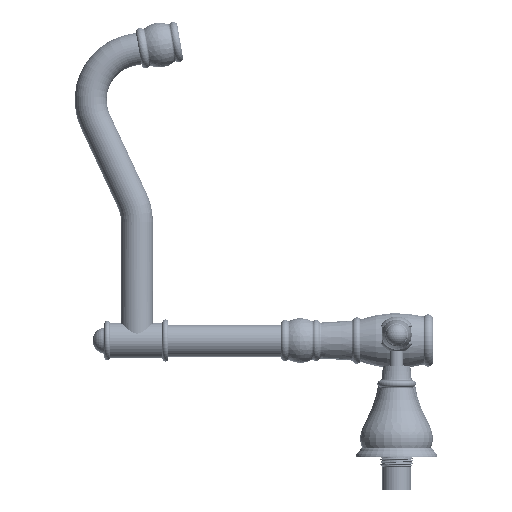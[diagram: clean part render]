
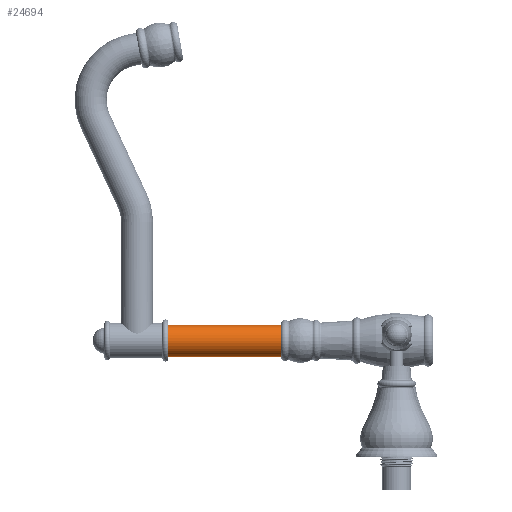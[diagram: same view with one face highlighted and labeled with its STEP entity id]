
A CAD part, left-side view. The second image highlights one B-rep face of the part: STEP entity #24694.
In plain terms, the highlighted cylindrical face has radius 11 mm (diameter 22 mm), a partial arc.
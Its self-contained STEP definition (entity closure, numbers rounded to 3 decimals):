
#6827 = DIRECTION ( 'NONE',  ( 0., -1., 0. ) ) ;
#7579 = DIRECTION ( 'NONE',  ( 0., -1., 0. ) ) ;
#9377 = CIRCLE ( 'NONE', #66669, 11. ) ;
#10136 = EDGE_CURVE ( 'NONE', #60440, #36377, #9377, .T. ) ;
#10328 = LINE ( 'NONE', #81627, #50548 ) ;
#15322 = DIRECTION ( 'NONE',  ( 0., 0., -1. ) ) ;
#17184 = EDGE_LOOP ( 'NONE', ( #32031, #46536, #31163, #52638 ) ) ;
#18501 = DIRECTION ( 'NONE',  ( 0., -1., 0. ) ) ;
#20712 = CIRCLE ( 'NONE', #44834, 11. ) ;
#23584 = CARTESIAN_POINT ( 'NONE',  ( 0., 82., 11. ) ) ;
#24694 = ADVANCED_FACE ( 'NONE', ( #30392 ), #64891, .T. ) ;
#27871 = CARTESIAN_POINT ( 'NONE',  ( 0., 0., 11. ) ) ;
#28989 = DIRECTION ( 'NONE',  ( 0., 0., -1. ) ) ;
#30392 = FACE_OUTER_BOUND ( 'NONE', #17184, .T. ) ;
#31163 = ORIENTED_EDGE ( 'NONE', *, *, #50663, .T. ) ;
#32031 = ORIENTED_EDGE ( 'NONE', *, *, #34458, .F. ) ;
#32067 = VERTEX_POINT ( 'NONE', #64892 ) ;
#34458 = EDGE_CURVE ( 'NONE', #50654, #60440, #53900, .T. ) ;
#36351 = DIRECTION ( 'NONE',  ( 0., 0., -1. ) ) ;
#36377 = VERTEX_POINT ( 'NONE', #76805 ) ;
#43739 = VECTOR ( 'NONE', #18501, 1000. ) ;
#44834 = AXIS2_PLACEMENT_3D ( 'NONE', #64449, #57819, #15322 ) ;
#45283 = DIRECTION ( 'NONE',  ( 0., -1., 0. ) ) ;
#46536 = ORIENTED_EDGE ( 'NONE', *, *, #57639, .T. ) ;
#50548 = VECTOR ( 'NONE', #45283, 1000. ) ;
#50654 = VERTEX_POINT ( 'NONE', #23584 ) ;
#50663 = EDGE_CURVE ( 'NONE', #32067, #36377, #10328, .T. ) ;
#52638 = ORIENTED_EDGE ( 'NONE', *, *, #10136, .F. ) ;
#53900 = LINE ( 'NONE', #83163, #43739 ) ;
#57639 = EDGE_CURVE ( 'NONE', #50654, #32067, #20712, .T. ) ;
#57819 = DIRECTION ( 'NONE',  ( 0., -1., 0. ) ) ;
#60440 = VERTEX_POINT ( 'NONE', #27871 ) ;
#64449 = CARTESIAN_POINT ( 'NONE',  ( 0., 82., 0. ) ) ;
#64891 = CYLINDRICAL_SURFACE ( 'NONE', #90123, 11. ) ;
#64892 = CARTESIAN_POINT ( 'NONE',  ( 0., 82., -11. ) ) ;
#66669 = AXIS2_PLACEMENT_3D ( 'NONE', #87356, #7579, #36351 ) ;
#76805 = CARTESIAN_POINT ( 'NONE',  ( 0., 0., -11. ) ) ;
#79522 = CARTESIAN_POINT ( 'NONE',  ( 0., 0., 0. ) ) ;
#81627 = CARTESIAN_POINT ( 'NONE',  ( 0., 0., -11. ) ) ;
#83163 = CARTESIAN_POINT ( 'NONE',  ( 0., 0., 11. ) ) ;
#87356 = CARTESIAN_POINT ( 'NONE',  ( 0., 0., 0. ) ) ;
#90123 = AXIS2_PLACEMENT_3D ( 'NONE', #79522, #6827, #28989 ) ;
